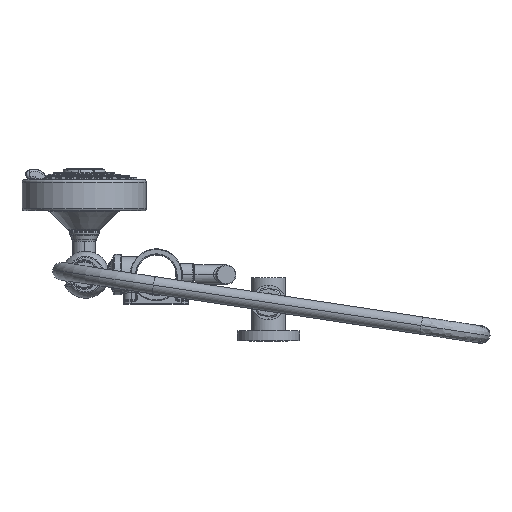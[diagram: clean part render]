
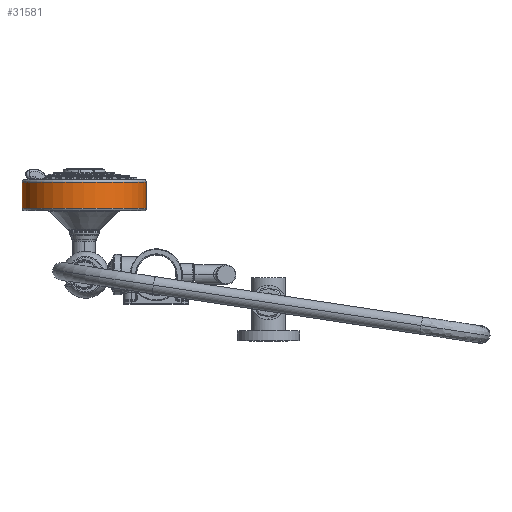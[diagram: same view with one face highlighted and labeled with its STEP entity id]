
A CAD part, front view. The second image highlights one B-rep face of the part: STEP entity #31581.
In plain terms, the highlighted cylindrical face has radius 50.8 mm (diameter 101.6 mm), a partial arc.
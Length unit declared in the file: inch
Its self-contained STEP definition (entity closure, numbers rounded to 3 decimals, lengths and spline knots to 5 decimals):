
#4727=CARTESIAN_POINT('',(-2.32092,7.605,5.10554));
#4728=DIRECTION('',(0.,0.,-1.));
#4729=DIRECTION('',(1.,0.,0.));
#4730=AXIS2_PLACEMENT_3D('',#4727,#4728,#4729);
#4732=CARTESIAN_POINT('',(-2.32092,7.605,4.26146));
#4733=DIRECTION('',(0.,0.,1.));
#4734=DIRECTION('',(-1.,0.,0.));
#4735=AXIS2_PLACEMENT_3D('',#4732,#4733,#4734);
#4752=DIRECTION('',(0.,0.,1.));
#4753=VECTOR('',#4752,0.84408);
#4754=CARTESIAN_POINT('',(-4.32092,7.605,4.26146));
#4755=LINE('',#4754,#4753);
#4761=DIRECTION('',(0.,0.,1.));
#4762=VECTOR('',#4761,0.84408);
#4763=CARTESIAN_POINT('',(-0.32092,7.605,4.26146));
#4764=LINE('',#4763,#4762);
#22476=CARTESIAN_POINT('',(-4.32092,7.605,4.26146));
#22478=VERTEX_POINT('',#22476);
#22480=CARTESIAN_POINT('',(-0.32092,7.605,4.26146));
#22482=VERTEX_POINT('',#22480);
#22495=CARTESIAN_POINT('',(-0.32092,7.605,5.10554));
#22496=CARTESIAN_POINT('',(-4.32092,7.605,5.10554));
#22497=VERTEX_POINT('',#22495);
#22498=VERTEX_POINT('',#22496);
#31567=CARTESIAN_POINT('',(-2.32092,7.605,3.47836));
#31568=DIRECTION('',(0.,0.,1.));
#31569=DIRECTION('',(-1.,0.,0.));
#31570=AXIS2_PLACEMENT_3D('',#31567,#31568,#31569);
#31571=CYLINDRICAL_SURFACE('',#31570,2.);
#31573=ORIENTED_EDGE('',*,*,#31572,.F.);
#31575=ORIENTED_EDGE('',*,*,#31574,.F.);
#31576=ORIENTED_EDGE('',*,*,#31560,.F.);
#31578=ORIENTED_EDGE('',*,*,#31577,.T.);
#31579=EDGE_LOOP('',(#31573,#31575,#31576,#31578));
#31580=FACE_OUTER_BOUND('',#31579,.F.);
#31581=ADVANCED_FACE('',(#31580),#31571,.T.);
#4731=CIRCLE('',#4730,2.);
#4736=CIRCLE('',#4735,2.);
#31560=EDGE_CURVE('',#22478,#22482,#4736,.T.);
#31572=EDGE_CURVE('',#22497,#22498,#4731,.T.);
#31574=EDGE_CURVE('',#22482,#22497,#4764,.T.);
#31577=EDGE_CURVE('',#22478,#22498,#4755,.T.);
